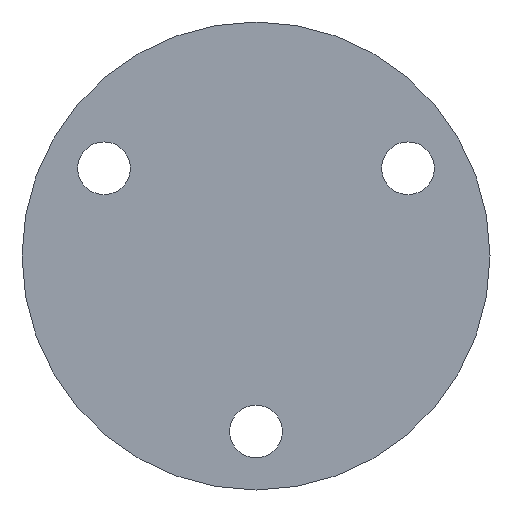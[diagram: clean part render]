
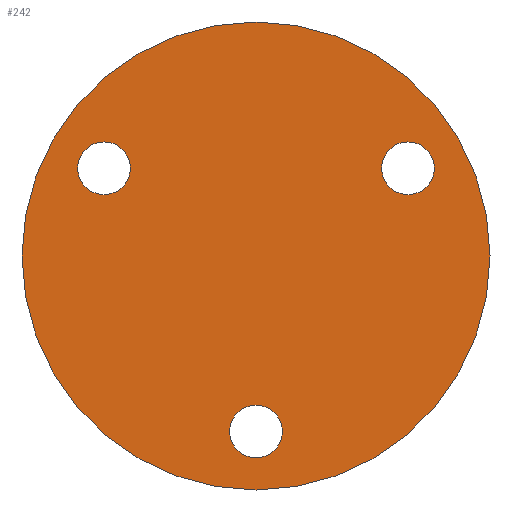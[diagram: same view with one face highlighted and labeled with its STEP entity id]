
A CAD part, front view. The second image highlights one B-rep face of the part: STEP entity #242.
In plain terms, the highlighted planar face has unit normal (0, -1, 0).
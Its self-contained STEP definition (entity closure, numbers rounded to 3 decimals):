
#18 = DIRECTION ( 'NONE',  ( 1., 0., 0. ) ) ;
#22 = CARTESIAN_POINT ( 'NONE',  ( 10.74, 0., 7.5 ) ) ;
#24 = CIRCLE ( 'NONE', #42, 2.25 ) ;
#27 = DIRECTION ( 'NONE',  ( 0., -1., 0. ) ) ;
#34 = CIRCLE ( 'NONE', #171, 2.25 ) ;
#36 = ORIENTED_EDGE ( 'NONE', *, *, #488, .F. ) ;
#39 = AXIS2_PLACEMENT_3D ( 'NONE', #546, #649, #318 ) ;
#42 = AXIS2_PLACEMENT_3D ( 'NONE', #579, #27, #18 ) ;
#52 = AXIS2_PLACEMENT_3D ( 'NONE', #160, #711, #489 ) ;
#54 = VERTEX_POINT ( 'NONE', #22 ) ;
#57 = EDGE_CURVE ( 'NONE', #654, #457, #461, .T. ) ;
#58 = DIRECTION ( 'NONE',  ( 1., 0., 0. ) ) ;
#59 = CARTESIAN_POINT ( 'NONE',  ( 2.25, 0., -15. ) ) ;
#72 = EDGE_LOOP ( 'NONE', ( #558, #679 ) ) ;
#75 = CARTESIAN_POINT ( 'NONE',  ( -12.99, 0., 7.5 ) ) ;
#79 = DIRECTION ( 'NONE',  ( 0., -1., 0. ) ) ;
#87 = VERTEX_POINT ( 'NONE', #265 ) ;
#89 = ORIENTED_EDGE ( 'NONE', *, *, #357, .F. ) ;
#92 = DIRECTION ( 'NONE',  ( 0., -1., 0. ) ) ;
#140 = FACE_OUTER_BOUND ( 'NONE', #72, .T. ) ;
#142 = EDGE_LOOP ( 'NONE', ( #176, #161 ) ) ;
#145 = AXIS2_PLACEMENT_3D ( 'NONE', #692, #590, #414 ) ;
#157 = CARTESIAN_POINT ( 'NONE',  ( -10.74, 0., 7.5 ) ) ;
#158 = AXIS2_PLACEMENT_3D ( 'NONE', #635, #466, #408 ) ;
#160 = CARTESIAN_POINT ( 'NONE',  ( 0., 0., 0. ) ) ;
#161 = ORIENTED_EDGE ( 'NONE', *, *, #259, .F. ) ;
#171 = AXIS2_PLACEMENT_3D ( 'NONE', #406, #79, #685 ) ;
#176 = ORIENTED_EDGE ( 'NONE', *, *, #374, .F. ) ;
#190 = DIRECTION ( 'NONE',  ( 0., -1., 0. ) ) ;
#195 = CARTESIAN_POINT ( 'NONE',  ( -2.25, 0., -15. ) ) ;
#225 = CARTESIAN_POINT ( 'NONE',  ( 15.24, 0., 7.5 ) ) ;
#237 = VERTEX_POINT ( 'NONE', #448 ) ;
#240 = CIRCLE ( 'NONE', #513, 2.25 ) ;
#241 = VERTEX_POINT ( 'NONE', #225 ) ;
#242 = ADVANCED_FACE ( 'NONE', ( #700, #715, #420, #140 ), #380, .T. ) ;
#259 = EDGE_CURVE ( 'NONE', #657, #518, #24, .T. ) ;
#262 = DIRECTION ( 'NONE',  ( 1., 0., 0. ) ) ;
#265 = CARTESIAN_POINT ( 'NONE',  ( 20., 0., 0. ) ) ;
#304 = CARTESIAN_POINT ( 'NONE',  ( -15.24, 0., 7.5 ) ) ;
#318 = DIRECTION ( 'NONE',  ( -1., 0., 0. ) ) ;
#330 = EDGE_CURVE ( 'NONE', #457, #654, #240, .T. ) ;
#353 = CIRCLE ( 'NONE', #158, 2.25 ) ;
#357 = EDGE_CURVE ( 'NONE', #54, #241, #353, .T. ) ;
#370 = ORIENTED_EDGE ( 'NONE', *, *, #330, .F. ) ;
#374 = EDGE_CURVE ( 'NONE', #518, #657, #34, .T. ) ;
#380 = PLANE ( 'NONE',  #397 ) ;
#383 = CIRCLE ( 'NONE', #39, 20. ) ;
#388 = ORIENTED_EDGE ( 'NONE', *, *, #57, .F. ) ;
#397 = AXIS2_PLACEMENT_3D ( 'NONE', #561, #604, #58 ) ;
#402 = EDGE_LOOP ( 'NONE', ( #370, #388 ) ) ;
#406 = CARTESIAN_POINT ( 'NONE',  ( 0., 0., -15. ) ) ;
#408 = DIRECTION ( 'NONE',  ( 1., 0., 0. ) ) ;
#414 = DIRECTION ( 'NONE',  ( 1., 0., 0. ) ) ;
#420 = FACE_BOUND ( 'NONE', #402, .T. ) ;
#440 = CIRCLE ( 'NONE', #52, 20. ) ;
#448 = CARTESIAN_POINT ( 'NONE',  ( -20., 0., 0. ) ) ;
#457 = VERTEX_POINT ( 'NONE', #304 ) ;
#460 = CIRCLE ( 'NONE', #463, 2.25 ) ;
#461 = CIRCLE ( 'NONE', #145, 2.25 ) ;
#463 = AXIS2_PLACEMENT_3D ( 'NONE', #695, #92, #262 ) ;
#466 = DIRECTION ( 'NONE',  ( 0., -1., 0. ) ) ;
#488 = EDGE_CURVE ( 'NONE', #241, #54, #460, .T. ) ;
#489 = DIRECTION ( 'NONE',  ( -1., 0., 0. ) ) ;
#513 = AXIS2_PLACEMENT_3D ( 'NONE', #75, #190, #520 ) ;
#518 = VERTEX_POINT ( 'NONE', #195 ) ;
#520 = DIRECTION ( 'NONE',  ( 1., 0., 0. ) ) ;
#525 = EDGE_CURVE ( 'NONE', #237, #87, #383, .T. ) ;
#546 = CARTESIAN_POINT ( 'NONE',  ( 0., 0., 0. ) ) ;
#558 = ORIENTED_EDGE ( 'NONE', *, *, #525, .F. ) ;
#561 = CARTESIAN_POINT ( 'NONE',  ( 0., 0., 0. ) ) ;
#575 = EDGE_LOOP ( 'NONE', ( #89, #36 ) ) ;
#579 = CARTESIAN_POINT ( 'NONE',  ( 0., 0., -15. ) ) ;
#590 = DIRECTION ( 'NONE',  ( 0., -1., 0. ) ) ;
#604 = DIRECTION ( 'NONE',  ( 0., -1., 0. ) ) ;
#609 = EDGE_CURVE ( 'NONE', #87, #237, #440, .T. ) ;
#635 = CARTESIAN_POINT ( 'NONE',  ( 12.99, 0., 7.5 ) ) ;
#649 = DIRECTION ( 'NONE',  ( 0., 1., 0. ) ) ;
#654 = VERTEX_POINT ( 'NONE', #157 ) ;
#657 = VERTEX_POINT ( 'NONE', #59 ) ;
#679 = ORIENTED_EDGE ( 'NONE', *, *, #609, .F. ) ;
#685 = DIRECTION ( 'NONE',  ( 1., 0., 0. ) ) ;
#692 = CARTESIAN_POINT ( 'NONE',  ( -12.99, 0., 7.5 ) ) ;
#695 = CARTESIAN_POINT ( 'NONE',  ( 12.99, 0., 7.5 ) ) ;
#700 = FACE_BOUND ( 'NONE', #142, .T. ) ;
#711 = DIRECTION ( 'NONE',  ( 0., 1., 0. ) ) ;
#715 = FACE_BOUND ( 'NONE', #575, .T. ) ;
